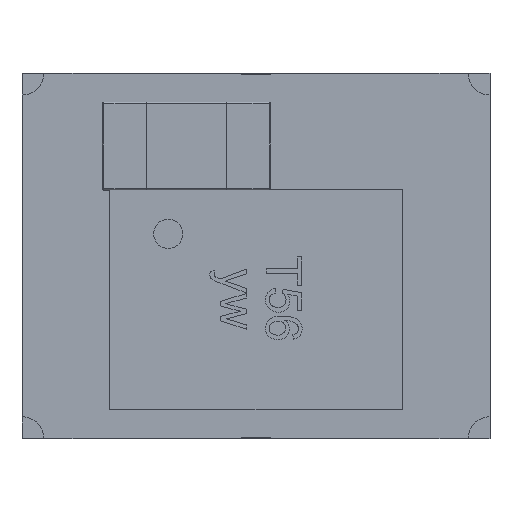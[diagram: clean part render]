
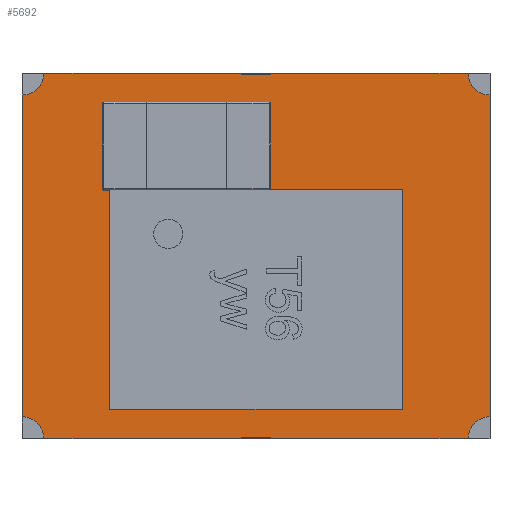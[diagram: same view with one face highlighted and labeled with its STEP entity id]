
A CAD part, top view. The second image highlights one B-rep face of the part: STEP entity #5692.
In plain terms, the highlighted planar face has unit normal (0, 0, 1).
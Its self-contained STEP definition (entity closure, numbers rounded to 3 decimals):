
#155=CIRCLE('',#7444,0.15);
#156=CIRCLE('',#7445,0.15);
#157=CIRCLE('',#7446,0.15);
#158=CIRCLE('',#7447,0.15);
#606=ORIENTED_EDGE('',*,*,#2109,.F.);
#607=ORIENTED_EDGE('',*,*,#2110,.F.);
#608=ORIENTED_EDGE('',*,*,#2111,.T.);
#609=ORIENTED_EDGE('',*,*,#2066,.T.);
#610=ORIENTED_EDGE('',*,*,#2112,.T.);
#611=ORIENTED_EDGE('',*,*,#2057,.T.);
#612=ORIENTED_EDGE('',*,*,#2113,.F.);
#613=ORIENTED_EDGE('',*,*,#2036,.T.);
#614=ORIENTED_EDGE('',*,*,#2114,.F.);
#615=ORIENTED_EDGE('',*,*,#2115,.F.);
#616=ORIENTED_EDGE('',*,*,#2116,.T.);
#617=ORIENTED_EDGE('',*,*,#2032,.T.);
#618=ORIENTED_EDGE('',*,*,#2117,.T.);
#619=ORIENTED_EDGE('',*,*,#2050,.T.);
#620=ORIENTED_EDGE('',*,*,#2118,.F.);
#621=ORIENTED_EDGE('',*,*,#2060,.T.);
#2032=EDGE_CURVE('',#2808,#2809,#3391,.T.);
#2036=EDGE_CURVE('',#2813,#2812,#3395,.T.);
#2050=EDGE_CURVE('',#2821,#2825,#3409,.T.);
#2057=EDGE_CURVE('',#2827,#2831,#3416,.T.);
#2060=EDGE_CURVE('',#2835,#2834,#3419,.T.);
#2066=EDGE_CURVE('',#2839,#2838,#3425,.T.);
#2109=EDGE_CURVE('',#2881,#2834,#3468,.T.);
#2110=EDGE_CURVE('',#2882,#2881,#3469,.T.);
#2111=EDGE_CURVE('',#2882,#2839,#3470,.T.);
#2112=EDGE_CURVE('',#2838,#2827,#155,.T.);
#2113=EDGE_CURVE('',#2813,#2831,#156,.T.);
#2114=EDGE_CURVE('',#2883,#2812,#3471,.T.);
#2115=EDGE_CURVE('',#2884,#2883,#3472,.T.);
#2116=EDGE_CURVE('',#2884,#2808,#3473,.T.);
#2117=EDGE_CURVE('',#2809,#2821,#157,.T.);
#2118=EDGE_CURVE('',#2835,#2825,#158,.T.);
#2808=VERTEX_POINT('',#9536);
#2809=VERTEX_POINT('',#9537);
#2812=VERTEX_POINT('',#9543);
#2813=VERTEX_POINT('',#9545);
#2821=VERTEX_POINT('',#9562);
#2825=VERTEX_POINT('',#9571);
#2827=VERTEX_POINT('',#9576);
#2831=VERTEX_POINT('',#9585);
#2834=VERTEX_POINT('',#9592);
#2835=VERTEX_POINT('',#9594);
#2838=VERTEX_POINT('',#9602);
#2839=VERTEX_POINT('',#9604);
#2881=VERTEX_POINT('',#9691);
#2882=VERTEX_POINT('',#9693);
#2883=VERTEX_POINT('',#9698);
#2884=VERTEX_POINT('',#9700);
#3391=LINE('',#9535,#4058);
#3395=LINE('',#9544,#4062);
#3409=LINE('',#9572,#4076);
#3416=LINE('',#9586,#4083);
#3419=LINE('',#9593,#4086);
#3425=LINE('',#9603,#4092);
#3468=LINE('',#9690,#4135);
#3469=LINE('',#9692,#4136);
#3470=LINE('',#9694,#4137);
#3471=LINE('',#9697,#4138);
#3472=LINE('',#9699,#4139);
#3473=LINE('',#9701,#4140);
#4058=VECTOR('',#8034,1000.);
#4062=VECTOR('',#8038,1000.);
#4076=VECTOR('',#8054,1000.);
#4083=VECTOR('',#8063,1000.);
#4086=VECTOR('',#8068,1000.);
#4092=VECTOR('',#8074,1000.);
#4135=VECTOR('',#8121,1000.);
#4136=VECTOR('',#8122,1000.);
#4137=VECTOR('',#8123,1000.);
#4138=VECTOR('',#8128,1000.);
#4139=VECTOR('',#8129,1000.);
#4140=VECTOR('',#8130,1000.);
#4678=EDGE_LOOP('',(#606,#607,#608,#609,#610,#611,#612,#613,#614,#615,#616,
#617,#618,#619,#620,#621));
#5043=FACE_BOUND('',#4678,.T.);
#5398=PLANE('',#7443);
#5692=ADVANCED_FACE('',(#5043),#5398,.T.);
#7443=AXIS2_PLACEMENT_3D('',#9689,#8119,#8120);
#7444=AXIS2_PLACEMENT_3D('',#9695,#8124,#8125);
#7445=AXIS2_PLACEMENT_3D('',#9696,#8126,#8127);
#7446=AXIS2_PLACEMENT_3D('',#9702,#8131,#8132);
#7447=AXIS2_PLACEMENT_3D('',#9703,#8133,#8134);
#8034=DIRECTION('',(-1.,0.,0.));
#8038=DIRECTION('',(-1.,0.,0.));
#8054=DIRECTION('',(0.,-1.,0.));
#8063=DIRECTION('',(0.,1.,0.));
#8068=DIRECTION('',(1.,0.,0.));
#8074=DIRECTION('',(1.,0.,0.));
#8119=DIRECTION('',(0.,0.,1.));
#8120=DIRECTION('',(1.,0.,0.));
#8121=DIRECTION('',(0.,-1.,0.));
#8122=DIRECTION('',(-1.,0.,0.));
#8123=DIRECTION('',(0.,-1.,0.));
#8124=DIRECTION('',(0.,0.,-1.));
#8125=DIRECTION('',(1.,0.,0.));
#8126=DIRECTION('',(0.,0.,1.));
#8127=DIRECTION('',(1.,0.,0.));
#8128=DIRECTION('',(0.,1.,0.));
#8129=DIRECTION('',(1.,0.,0.));
#8130=DIRECTION('',(0.,1.,0.));
#8131=DIRECTION('',(0.,0.,-1.));
#8132=DIRECTION('',(1.,0.,0.));
#8133=DIRECTION('',(0.,0.,1.));
#8134=DIRECTION('',(1.,0.,0.));
#9535=CARTESIAN_POINT('',(1.6,1.25,0.8));
#9536=CARTESIAN_POINT('',(-0.1,1.25,0.8));
#9537=CARTESIAN_POINT('',(-1.45,1.25,0.8));
#9543=CARTESIAN_POINT('',(0.1,1.25,0.8));
#9544=CARTESIAN_POINT('',(1.6,1.25,0.8));
#9545=CARTESIAN_POINT('',(1.45,1.25,0.8));
#9562=CARTESIAN_POINT('',(-1.6,1.1,0.8));
#9571=CARTESIAN_POINT('',(-1.6,-1.1,0.8));
#9572=CARTESIAN_POINT('',(-1.6,1.25,0.8));
#9576=CARTESIAN_POINT('',(1.6,-1.1,0.8));
#9585=CARTESIAN_POINT('',(1.6,1.1,0.8));
#9586=CARTESIAN_POINT('',(1.6,-1.25,0.8));
#9592=CARTESIAN_POINT('',(-0.1,-1.25,0.8));
#9593=CARTESIAN_POINT('',(-1.6,-1.25,0.8));
#9594=CARTESIAN_POINT('',(-1.45,-1.25,0.8));
#9602=CARTESIAN_POINT('',(1.45,-1.25,0.8));
#9603=CARTESIAN_POINT('',(-1.6,-1.25,0.8));
#9604=CARTESIAN_POINT('',(0.1,-1.25,0.8));
#9689=CARTESIAN_POINT('',(0.,0.,0.8));
#9690=CARTESIAN_POINT('',(-0.1,-1.24,0.8));
#9691=CARTESIAN_POINT('',(-0.1,-1.24,0.8));
#9692=CARTESIAN_POINT('',(0.1,-1.24,0.8));
#9693=CARTESIAN_POINT('',(0.1,-1.24,0.8));
#9694=CARTESIAN_POINT('',(0.1,-1.24,0.8));
#9695=CARTESIAN_POINT('',(1.6,-1.25,0.8));
#9696=CARTESIAN_POINT('',(1.6,1.25,0.8));
#9697=CARTESIAN_POINT('',(0.1,1.24,0.8));
#9698=CARTESIAN_POINT('',(0.1,1.24,0.8));
#9699=CARTESIAN_POINT('',(-0.1,1.24,0.8));
#9700=CARTESIAN_POINT('',(-0.1,1.24,0.8));
#9701=CARTESIAN_POINT('',(-0.1,1.24,0.8));
#9702=CARTESIAN_POINT('',(-1.6,1.25,0.8));
#9703=CARTESIAN_POINT('',(-1.6,-1.25,0.8));
